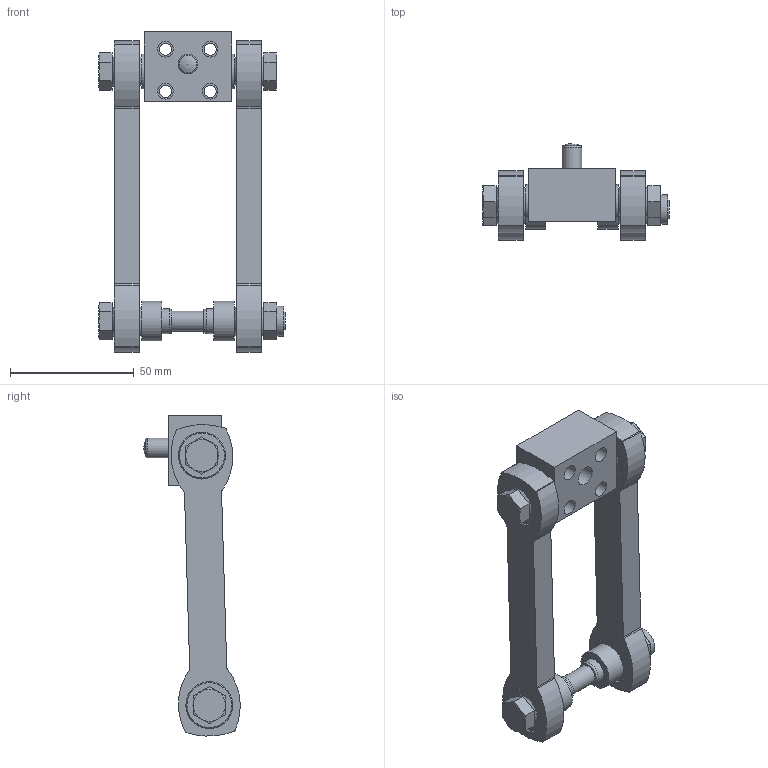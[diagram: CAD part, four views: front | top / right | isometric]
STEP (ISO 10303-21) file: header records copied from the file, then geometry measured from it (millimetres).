
FILE_DESCRIPTION(/* description */ ('STEP AP214'),/* implementation_level */ '2;1');
FILE_NAME(/* name */ '2349277_DARD-L1-40-M',/* time_stamp */ '2024-08-14T14:50:51+02:00',/* author */ ('License CC BY-ND 4.0'),/* organization */ ('CADENAS'),/* preprocessor_version */ 'ST-DEVELOPER v19.3',/* originating_system */ 'PARTsolutions',/* authorisation */ ' ');
FILE_SCHEMA (('AUTOMOTIVE_DESIGN {1 0 10303 214 3 1 1}'));
Length unit declared in the file: millimetre
Products named in the file (5): 2349277 DARD-L1-40-M; 2349277 DARD-L1-40-M_p2; 2349277 DARD-L1-40-M_f; 2349277 DARD-L1-40-M_klotz; DIN-7 - 8m6x14(F)
Assembly tree (5 placements, depth 2):
  2349277 DARD-L1-40-M
    2349277 DARD-L1-40-M_p2
    2349277 DARD-L1-40-M_f  x2
    2349277 DARD-L1-40-M_klotz
    DIN-7 - 8m6x14(F)
Bounding box: 75.3 x 38.98 x 129.44 mm (x, y, z)
Volume: 72737.2 mm3; surface area: 29134.3 mm2
Topology: 5 solids, 5 shells, 173 faces, 380 edges, 243 vertices
Faces by surface type: plane 68, cylinder 54, cone 39, sphere 10, torus 2
Full cylindrical faces by diameter (mm): 4.917 x4, 6.3 x4, 8 x3, 10 x2, 12 x1, 14 x2, 16 x2, 19 x8
Entity records: 3726 total; most frequent: CARTESIAN_POINT 723, DIRECTION 618, ORIENTED_EDGE 500, AXIS2_PLACEMENT_3D 269, EDGE_CURVE 250, EDGE_LOOP 220, FACE_BOUND 220, VERTEX_POINT 182
